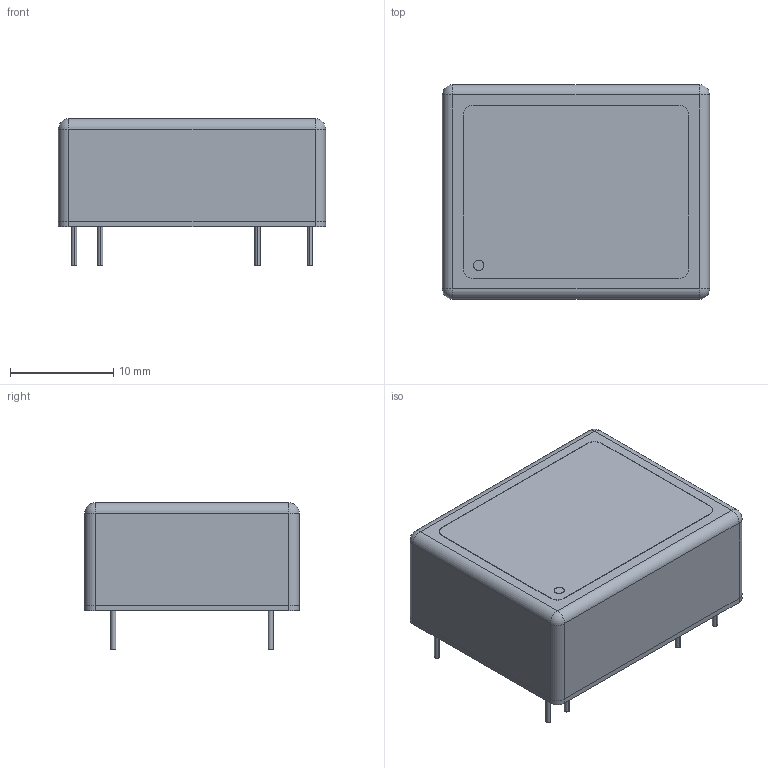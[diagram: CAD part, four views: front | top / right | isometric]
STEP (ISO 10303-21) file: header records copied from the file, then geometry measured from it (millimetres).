
FILE_DESCRIPTION((''),'2;1');
FILE_NAME('DCDC_XPPOWER_JCA.stp','2014-12-18T15:24:01',(''),(''),'Mechanical Desktop 2011','Mechanical Desktop 2011',', , ');
FILE_SCHEMA(('AUTOMOTIVE_DESIGN { 1 2 10303 214 1 1 1 1 }'));
Length unit declared in the file: millimetre
Products named in the file (1): Product
Bounding box: 25.9 x 20.8 x 14.3 mm (x, y, z)
Volume: 5625.6 mm3; surface area: 3860.3 mm2
Topology: 12 solids, 12 shells, 77 faces, 148 edges, 92 vertices
Faces by surface type: plane 37, cylinder 36, sphere 4
Entity records: 1982 total; most frequent: DIRECTION 372, CARTESIAN_POINT 314, ORIENTED_EDGE 288, AXIS2_PLACEMENT_3D 150, EDGE_CURVE 144, VERTEX_POINT 92, EDGE_LOOP 78, FACE_OUTER_BOUND 77
